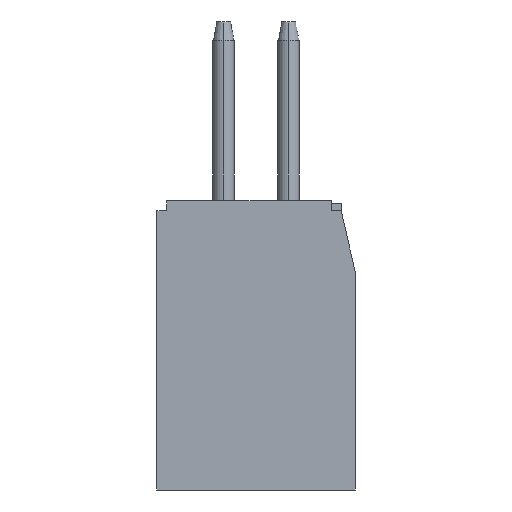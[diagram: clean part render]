
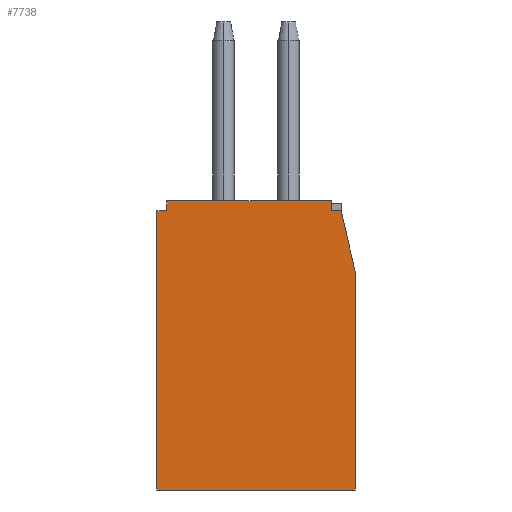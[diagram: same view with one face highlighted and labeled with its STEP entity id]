
A CAD part, left-side view. The second image highlights one B-rep face of the part: STEP entity #7738.
In plain terms, the highlighted planar face has unit normal (-1, 0, 0).
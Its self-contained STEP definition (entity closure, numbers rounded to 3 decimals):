
#137 = VECTOR ( 'NONE', #956, 1000. ) ;
#388 = DIRECTION ( 'NONE',  ( 0., -0.224, -0.974 ) ) ;
#435 = ORIENTED_EDGE ( 'NONE', *, *, #1668, .T. ) ;
#457 = VECTOR ( 'NONE', #2550, 1000. ) ;
#521 = LINE ( 'NONE', #2474, #1103 ) ;
#539 = LINE ( 'NONE', #1915, #8511 ) ;
#689 = LINE ( 'NONE', #7520, #6579 ) ;
#731 = ORIENTED_EDGE ( 'NONE', *, *, #6679, .T. ) ;
#836 = ORIENTED_EDGE ( 'NONE', *, *, #6097, .F. ) ;
#879 = CARTESIAN_POINT ( 'NONE',  ( -7.3, -2.319, 8.6 ) ) ;
#907 = EDGE_CURVE ( 'NONE', #4074, #1732, #539, .T. ) ;
#956 = DIRECTION ( 'NONE',  ( 0., 0., 1. ) ) ;
#1101 = CARTESIAN_POINT ( 'NONE',  ( -7.3, -3.05, 6.729 ) ) ;
#1103 = VECTOR ( 'NONE', #5175, 1000. ) ;
#1232 = CARTESIAN_POINT ( 'NONE',  ( -7.3, -3.05, 8.9 ) ) ;
#1339 = CARTESIAN_POINT ( 'NONE',  ( -7.3, -3.05, 8.9 ) ) ;
#1597 = VECTOR ( 'NONE', #3948, 1000. ) ;
#1668 = EDGE_CURVE ( 'NONE', #3529, #4226, #1705, .T. ) ;
#1705 = LINE ( 'NONE', #3613, #137 ) ;
#1732 = VERTEX_POINT ( 'NONE', #8536 ) ;
#1734 = EDGE_CURVE ( 'NONE', #4676, #2711, #2467, .T. ) ;
#1881 = LINE ( 'NONE', #8613, #457 ) ;
#1915 = CARTESIAN_POINT ( 'NONE',  ( -7.3, 2.75, 8.9 ) ) ;
#1976 = VECTOR ( 'NONE', #7971, 1000. ) ;
#2050 = ORIENTED_EDGE ( 'NONE', *, *, #2394, .F. ) ;
#2144 = CARTESIAN_POINT ( 'NONE',  ( -7.3, -2.619, 8.6 ) ) ;
#2394 = EDGE_CURVE ( 'NONE', #5337, #3812, #4513, .T. ) ;
#2467 = LINE ( 'NONE', #3179, #1976 ) ;
#2474 = CARTESIAN_POINT ( 'NONE',  ( -7.3, -3.05, 8.9 ) ) ;
#2530 = EDGE_CURVE ( 'NONE', #1732, #4676, #8714, .T. ) ;
#2550 = DIRECTION ( 'NONE',  ( 0., -1., 0. ) ) ;
#2711 = VERTEX_POINT ( 'NONE', #7169 ) ;
#3179 = CARTESIAN_POINT ( 'NONE',  ( -7.3, 3.05, 8.9 ) ) ;
#3257 = VERTEX_POINT ( 'NONE', #5645 ) ;
#3384 = VECTOR ( 'NONE', #388, 1000. ) ;
#3477 = DIRECTION ( 'NONE',  ( 0., 1., 0. ) ) ;
#3529 = VERTEX_POINT ( 'NONE', #879 ) ;
#3613 = CARTESIAN_POINT ( 'NONE',  ( -7.3, -2.319, 8.9 ) ) ;
#3640 = CARTESIAN_POINT ( 'NONE',  ( -7.3, -2.319, 8.9 ) ) ;
#3812 = VERTEX_POINT ( 'NONE', #1101 ) ;
#3882 = DIRECTION ( 'NONE',  ( 1., 0., 0. ) ) ;
#3948 = DIRECTION ( 'NONE',  ( 0., -1., 0. ) ) ;
#4074 = VERTEX_POINT ( 'NONE', #7105 ) ;
#4148 = ORIENTED_EDGE ( 'NONE', *, *, #8695, .F. ) ;
#4226 = VERTEX_POINT ( 'NONE', #3640 ) ;
#4249 = EDGE_LOOP ( 'NONE', ( #4522, #6608, #6932, #4865, #836, #2050, #731, #435, #4148 ) ) ;
#4460 = CARTESIAN_POINT ( 'NONE',  ( -7.3, 3.05, 8.6 ) ) ;
#4513 = LINE ( 'NONE', #7903, #3384 ) ;
#4522 = ORIENTED_EDGE ( 'NONE', *, *, #907, .T. ) ;
#4542 = PLANE ( 'NONE',  #7420 ) ;
#4586 = FACE_OUTER_BOUND ( 'NONE', #4249, .T. ) ;
#4610 = DIRECTION ( 'NONE',  ( 0., 0., -1. ) ) ;
#4676 = VERTEX_POINT ( 'NONE', #4460 ) ;
#4865 = ORIENTED_EDGE ( 'NONE', *, *, #8239, .T. ) ;
#5175 = DIRECTION ( 'NONE',  ( 0., 0., -1. ) ) ;
#5280 = VECTOR ( 'NONE', #7313, 1000. ) ;
#5337 = VERTEX_POINT ( 'NONE', #2144 ) ;
#5645 = CARTESIAN_POINT ( 'NONE',  ( -7.3, -3.05, 0. ) ) ;
#6097 = EDGE_CURVE ( 'NONE', #3812, #3257, #521, .T. ) ;
#6579 = VECTOR ( 'NONE', #3477, 1000. ) ;
#6608 = ORIENTED_EDGE ( 'NONE', *, *, #2530, .T. ) ;
#6679 = EDGE_CURVE ( 'NONE', #5337, #3529, #689, .T. ) ;
#6932 = ORIENTED_EDGE ( 'NONE', *, *, #1734, .T. ) ;
#7105 = CARTESIAN_POINT ( 'NONE',  ( -7.3, 2.75, 8.9 ) ) ;
#7169 = CARTESIAN_POINT ( 'NONE',  ( -7.3, 3.05, 0. ) ) ;
#7313 = DIRECTION ( 'NONE',  ( 0., 1., 0. ) ) ;
#7420 = AXIS2_PLACEMENT_3D ( 'NONE', #1232, #3882, #8487 ) ;
#7454 = LINE ( 'NONE', #1339, #1597 ) ;
#7520 = CARTESIAN_POINT ( 'NONE',  ( -7.3, -3.05, 8.6 ) ) ;
#7738 = ADVANCED_FACE ( 'NONE', ( #4586 ), #4542, .F. ) ;
#7903 = CARTESIAN_POINT ( 'NONE',  ( -7.3, -3.05, 6.729 ) ) ;
#7945 = CARTESIAN_POINT ( 'NONE',  ( -7.3, -3.05, 8.6 ) ) ;
#7971 = DIRECTION ( 'NONE',  ( 0., 0., -1. ) ) ;
#8239 = EDGE_CURVE ( 'NONE', #2711, #3257, #1881, .T. ) ;
#8487 = DIRECTION ( 'NONE',  ( 0., 0., -1. ) ) ;
#8511 = VECTOR ( 'NONE', #4610, 1000. ) ;
#8536 = CARTESIAN_POINT ( 'NONE',  ( -7.3, 2.75, 8.6 ) ) ;
#8613 = CARTESIAN_POINT ( 'NONE',  ( -7.3, -3.05, 0. ) ) ;
#8695 = EDGE_CURVE ( 'NONE', #4074, #4226, #7454, .T. ) ;
#8714 = LINE ( 'NONE', #7945, #5280 ) ;
